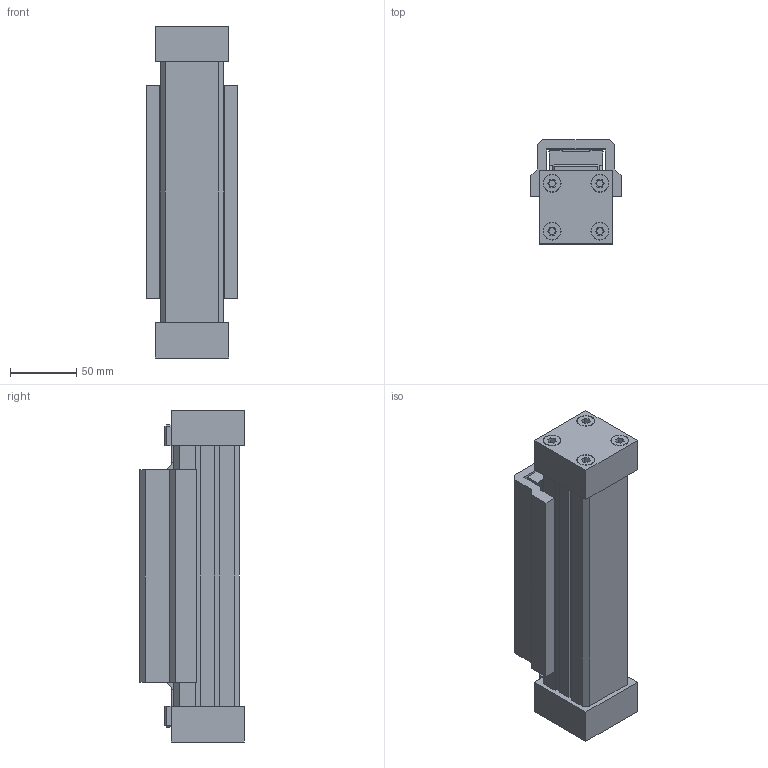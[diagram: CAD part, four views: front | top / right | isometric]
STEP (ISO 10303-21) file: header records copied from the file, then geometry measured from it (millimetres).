
FILE_DESCRIPTION((''),'2;1');
FILE_NAME('16053200001MH.stp','2007-03-08T09:11:54',('valotma1'),(''),'Autodesk Inventor 11','Autodesk Inventor 11','');
FILE_SCHEMA(('AUTOMOTIVE_DESIGN { 1 0 10303 214 1 1 1 1 }'));
Length unit declared in the file: millimetre
Products named in the file (4): 16053200001MH; CILINDRO Ø32 C0; CARRELLO Ø32; CARRO GUIDA Ø32
Assembly tree (3 placements, depth 2):
  16053200001MH
    CILINDRO Ø32 C0
    CARRELLO Ø32
    CARRO GUIDA Ø32
Bounding box: 68 x 78.5 x 250 mm (x, y, z)
Volume: 877082.7 mm3; surface area: 137168.5 mm2
Topology: 3 solids, 3 shells, 275 faces, 642 edges, 420 vertices
Faces by surface type: plane 141, bspline 115, cylinder 19
Full cylindrical faces by diameter (mm): 4.917 x4, 5.3 x1, 11.445 x1, 13 x4, 13.5 x4, 18.5 x1
Entity records: 7922 total; most frequent: CARTESIAN_POINT 2045, ORIENTED_EDGE 1160, DIRECTION 1014, EDGE_CURVE 580, VECTOR 480, LINE 480, VERTEX_POINT 404, EDGE_LOOP 384
